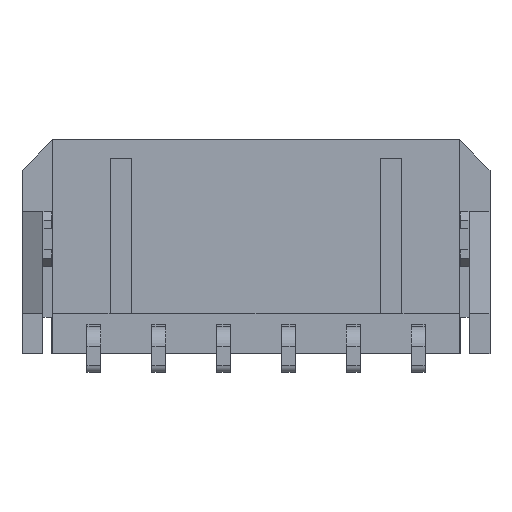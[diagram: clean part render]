
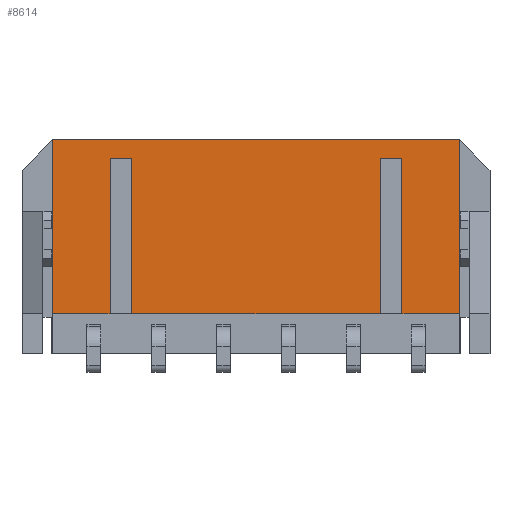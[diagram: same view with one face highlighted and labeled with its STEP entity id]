
A CAD part, front view. The second image highlights one B-rep face of the part: STEP entity #8614.
In plain terms, the highlighted planar face has unit normal (0, -1, 0).
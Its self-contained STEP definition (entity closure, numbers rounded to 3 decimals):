
#2447=DIRECTION('',(0.,0.,-1.));
#2448=VECTOR('',#2447,8.05);
#2449=CARTESIAN_POINT('',(-9.42,-1.93,4.95));
#2450=LINE('',#2449,#2448);
#2451=DIRECTION('',(1.,0.,0.));
#2452=VECTOR('',#2451,18.84);
#2453=CARTESIAN_POINT('',(-9.42,-1.93,4.95));
#2454=LINE('',#2453,#2452);
#2455=DIRECTION('',(0.,0.,-1.));
#2456=VECTOR('',#2455,8.05);
#2457=CARTESIAN_POINT('',(9.42,-1.93,4.95));
#2458=LINE('',#2457,#2456);
#2459=DIRECTION('',(-1.,0.,0.));
#2460=VECTOR('',#2459,2.67);
#2461=CARTESIAN_POINT('',(9.42,-1.93,-3.1));
#2462=LINE('',#2461,#2460);
#2463=DIRECTION('',(0.,0.,1.));
#2464=VECTOR('',#2463,7.2);
#2465=CARTESIAN_POINT('',(6.75,-1.93,-3.1));
#2466=LINE('',#2465,#2464);
#2467=DIRECTION('',(-1.,0.,0.));
#2468=VECTOR('',#2467,1.);
#2469=CARTESIAN_POINT('',(6.75,-1.93,4.1));
#2470=LINE('',#2469,#2468);
#2471=DIRECTION('',(0.,0.,1.));
#2472=VECTOR('',#2471,7.2);
#2473=CARTESIAN_POINT('',(5.75,-1.93,-3.1));
#2474=LINE('',#2473,#2472);
#2475=DIRECTION('',(-1.,0.,0.));
#2476=VECTOR('',#2475,11.5);
#2477=CARTESIAN_POINT('',(5.75,-1.93,-3.1));
#2478=LINE('',#2477,#2476);
#2479=DIRECTION('',(0.,0.,1.));
#2480=VECTOR('',#2479,7.2);
#2481=CARTESIAN_POINT('',(-5.75,-1.93,-3.1));
#2482=LINE('',#2481,#2480);
#2483=DIRECTION('',(-1.,0.,0.));
#2484=VECTOR('',#2483,1.);
#2485=CARTESIAN_POINT('',(-5.75,-1.93,4.1));
#2486=LINE('',#2485,#2484);
#2487=DIRECTION('',(0.,0.,1.));
#2488=VECTOR('',#2487,7.2);
#2489=CARTESIAN_POINT('',(-6.75,-1.93,-3.1));
#2490=LINE('',#2489,#2488);
#2491=DIRECTION('',(-1.,0.,0.));
#2492=VECTOR('',#2491,2.67);
#2493=CARTESIAN_POINT('',(-6.75,-1.93,-3.1));
#2494=LINE('',#2493,#2492);
#4447=CARTESIAN_POINT('',(5.75,-1.93,-3.1));
#4448=CARTESIAN_POINT('',(5.75,-1.93,4.1));
#4449=VERTEX_POINT('',#4447);
#4450=VERTEX_POINT('',#4448);
#4451=CARTESIAN_POINT('',(6.75,-1.93,-3.1));
#4452=CARTESIAN_POINT('',(6.75,-1.93,4.1));
#4453=VERTEX_POINT('',#4451);
#4454=VERTEX_POINT('',#4452);
#5057=CARTESIAN_POINT('',(-5.75,-1.93,-3.1));
#5058=VERTEX_POINT('',#5057);
#5063=CARTESIAN_POINT('',(-9.42,-1.93,4.95));
#5064=CARTESIAN_POINT('',(-9.42,-1.93,-3.1));
#5065=VERTEX_POINT('',#5063);
#5066=VERTEX_POINT('',#5064);
#5067=CARTESIAN_POINT('',(9.42,-1.93,4.95));
#5068=CARTESIAN_POINT('',(9.42,-1.93,-3.1));
#5069=VERTEX_POINT('',#5067);
#5070=VERTEX_POINT('',#5068);
#5455=CARTESIAN_POINT('',(-5.75,-1.93,4.1));
#5456=CARTESIAN_POINT('',(-6.75,-1.93,4.1));
#5457=VERTEX_POINT('',#5455);
#5458=VERTEX_POINT('',#5456);
#5459=CARTESIAN_POINT('',(-6.75,-1.93,-3.1));
#5460=VERTEX_POINT('',#5459);
#8588=CARTESIAN_POINT('',(-10.82,-1.93,4.95));
#8589=DIRECTION('',(0.,-1.,0.));
#8590=DIRECTION('',(0.,0.,-1.));
#8591=AXIS2_PLACEMENT_3D('',#8588,#8589,#8590);
#8592=PLANE('',#8591);
#8593=ORIENTED_EDGE('',*,*,#8578,.F.);
#8594=ORIENTED_EDGE('',*,*,#6933,.T.);
#8596=ORIENTED_EDGE('',*,*,#8595,.T.);
#8597=ORIENTED_EDGE('',*,*,#8566,.T.);
#8599=ORIENTED_EDGE('',*,*,#8598,.T.);
#8601=ORIENTED_EDGE('',*,*,#8600,.T.);
#8603=ORIENTED_EDGE('',*,*,#8602,.F.);
#8604=ORIENTED_EDGE('',*,*,#8558,.T.);
#8606=ORIENTED_EDGE('',*,*,#8605,.T.);
#8608=ORIENTED_EDGE('',*,*,#8607,.T.);
#8610=ORIENTED_EDGE('',*,*,#8609,.F.);
#8611=ORIENTED_EDGE('',*,*,#8550,.T.);
#8612=EDGE_LOOP('',(#8593,#8594,#8596,#8597,#8599,#8601,#8603,#8604,#8606,#8608,
#8610,#8611));
#8613=FACE_OUTER_BOUND('',#8612,.F.);
#8614=ADVANCED_FACE('',(#8613),#8592,.T.);
#6933=EDGE_CURVE('',#5065,#5069,#2454,.T.);
#8550=EDGE_CURVE('',#5460,#5066,#2494,.T.);
#8558=EDGE_CURVE('',#4449,#5058,#2478,.T.);
#8566=EDGE_CURVE('',#5070,#4453,#2462,.T.);
#8578=EDGE_CURVE('',#5065,#5066,#2450,.T.);
#8595=EDGE_CURVE('',#5069,#5070,#2458,.T.);
#8598=EDGE_CURVE('',#4453,#4454,#2466,.T.);
#8600=EDGE_CURVE('',#4454,#4450,#2470,.T.);
#8602=EDGE_CURVE('',#4449,#4450,#2474,.T.);
#8605=EDGE_CURVE('',#5058,#5457,#2482,.T.);
#8607=EDGE_CURVE('',#5457,#5458,#2486,.T.);
#8609=EDGE_CURVE('',#5460,#5458,#2490,.T.);
